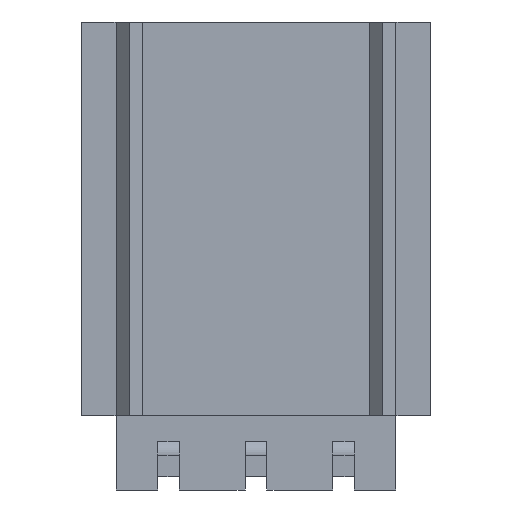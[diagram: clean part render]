
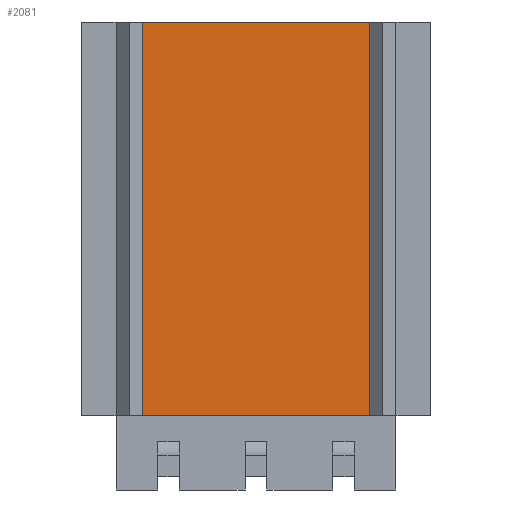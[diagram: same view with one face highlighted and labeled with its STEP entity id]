
A CAD part, front view. The second image highlights one B-rep face of the part: STEP entity #2081.
In plain terms, the highlighted planar face has unit normal (0, -1, 0).
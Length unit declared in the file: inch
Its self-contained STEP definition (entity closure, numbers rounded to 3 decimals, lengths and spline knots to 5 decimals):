
#4 = VERTEX_POINT ( 'NONE', #3283 ) ;
#337 = ORIENTED_EDGE ( 'NONE', *, *, #1493, .F. ) ;
#356 = LINE ( 'NONE', #2763, #2923 ) ;
#423 = CARTESIAN_POINT ( 'NONE',  ( -0.13, -0.1, -0.225 ) ) ;
#551 = VECTOR ( 'NONE', #3315, 39.37008 ) ;
#607 = EDGE_CURVE ( 'NONE', #2227, #2223, #4163, .T. ) ;
#673 = DIRECTION ( 'NONE',  ( 0., 0., 1. ) ) ;
#874 = DIRECTION ( 'NONE',  ( 1., 0., 0. ) ) ;
#1109 = VECTOR ( 'NONE', #673, 39.37008 ) ;
#1171 = CARTESIAN_POINT ( 'NONE',  ( -0.2, -0.1, -0.225 ) ) ;
#1481 = CARTESIAN_POINT ( 'NONE',  ( -0.13, -0.1, 0.225 ) ) ;
#1493 = EDGE_CURVE ( 'NONE', #2227, #1602, #2669, .T. ) ;
#1526 = ORIENTED_EDGE ( 'NONE', *, *, #4850, .T. ) ;
#1602 = VERTEX_POINT ( 'NONE', #2124 ) ;
#1715 = CARTESIAN_POINT ( 'NONE',  ( 0., -0.1, 0.225 ) ) ;
#1858 = ORIENTED_EDGE ( 'NONE', *, *, #607, .T. ) ;
#1915 = VECTOR ( 'NONE', #874, 39.37008 ) ;
#2081 = ADVANCED_FACE ( 'NONE', ( #2379 ), #3247, .T. ) ;
#2124 = CARTESIAN_POINT ( 'NONE',  ( 0.13, -0.1, 0.225 ) ) ;
#2185 = LINE ( 'NONE', #4394, #1109 ) ;
#2223 = VERTEX_POINT ( 'NONE', #3794 ) ;
#2227 = VERTEX_POINT ( 'NONE', #1481 ) ;
#2273 = EDGE_CURVE ( 'NONE', #4, #1602, #2185, .T. ) ;
#2379 = FACE_OUTER_BOUND ( 'NONE', #4782, .T. ) ;
#2669 = LINE ( 'NONE', #1715, #1915 ) ;
#2763 = CARTESIAN_POINT ( 'NONE',  ( 0., -0.1, -0.225 ) ) ;
#2923 = VECTOR ( 'NONE', #4389, 39.37008 ) ;
#2962 = AXIS2_PLACEMENT_3D ( 'NONE', #1171, #4040, #3644 ) ;
#3247 = PLANE ( 'NONE',  #2962 ) ;
#3283 = CARTESIAN_POINT ( 'NONE',  ( 0.13, -0.1, -0.225 ) ) ;
#3315 = DIRECTION ( 'NONE',  ( 0., 0., -1. ) ) ;
#3644 = DIRECTION ( 'NONE',  ( 0., 0., -1. ) ) ;
#3794 = CARTESIAN_POINT ( 'NONE',  ( -0.13, -0.1, -0.225 ) ) ;
#3949 = ORIENTED_EDGE ( 'NONE', *, *, #2273, .T. ) ;
#4040 = DIRECTION ( 'NONE',  ( 0., -1., 0. ) ) ;
#4163 = LINE ( 'NONE', #423, #551 ) ;
#4389 = DIRECTION ( 'NONE',  ( 1., 0., 0. ) ) ;
#4394 = CARTESIAN_POINT ( 'NONE',  ( 0.13, -0.1, -0.225 ) ) ;
#4782 = EDGE_LOOP ( 'NONE', ( #3949, #337, #1858, #1526 ) ) ;
#4850 = EDGE_CURVE ( 'NONE', #2223, #4, #356, .T. ) ;
